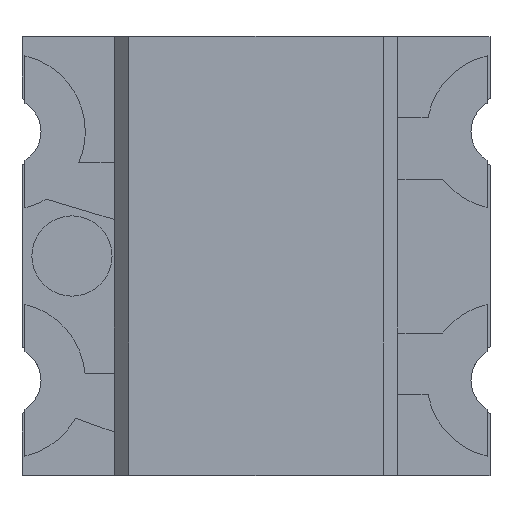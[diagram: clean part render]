
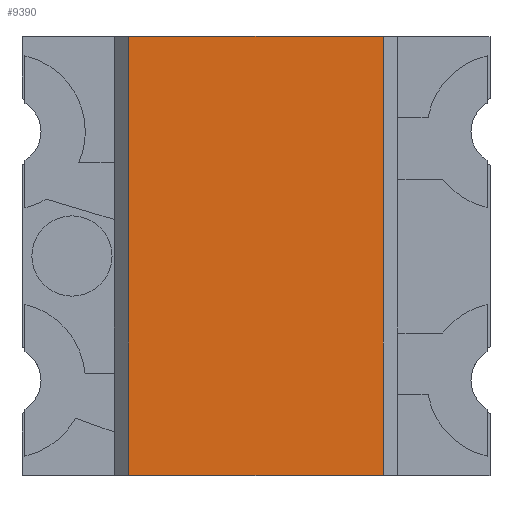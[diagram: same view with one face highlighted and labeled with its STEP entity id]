
A CAD part, top view. The second image highlights one B-rep face of the part: STEP entity #9390.
In plain terms, the highlighted planar face has unit normal (0, 0, 1).
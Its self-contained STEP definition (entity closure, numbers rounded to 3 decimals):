
#28 = VERTEX_POINT ( 'NONE', #12695 ) ;
#85 = AXIS2_PLACEMENT_3D ( 'NONE', #5696, #14935, #3358 ) ;
#562 = VECTOR ( 'NONE', #8239, 1000. ) ;
#909 = CARTESIAN_POINT ( 'NONE',  ( 0.435, -0.75, 0.59 ) ) ;
#1510 = ORIENTED_EDGE ( 'NONE', *, *, #12951, .T. ) ;
#1976 = EDGE_CURVE ( 'NONE', #10014, #10707, #4324, .T. ) ;
#2338 = DIRECTION ( 'NONE',  ( 0., -1., 0. ) ) ;
#3358 = DIRECTION ( 'NONE',  ( -1., 0., 0. ) ) ;
#3924 = VECTOR ( 'NONE', #2338, 1000. ) ;
#4001 = LINE ( 'NONE', #10101, #14034 ) ;
#4182 = LINE ( 'NONE', #6666, #3924 ) ;
#4324 = LINE ( 'NONE', #5503, #4769 ) ;
#4769 = VECTOR ( 'NONE', #11351, 1000. ) ;
#5249 = FACE_OUTER_BOUND ( 'NONE', #9191, .T. ) ;
#5503 = CARTESIAN_POINT ( 'NONE',  ( 0.435, 0., 0.59 ) ) ;
#5696 = CARTESIAN_POINT ( 'NONE',  ( 0., 0., 0.59 ) ) ;
#6400 = DIRECTION ( 'NONE',  ( 1., 0., 0. ) ) ;
#6666 = CARTESIAN_POINT ( 'NONE',  ( -0.435, 0., 0.59 ) ) ;
#6899 = ORIENTED_EDGE ( 'NONE', *, *, #1976, .T. ) ;
#8010 = LINE ( 'NONE', #8305, #562 ) ;
#8239 = DIRECTION ( 'NONE',  ( -1., 0., 0. ) ) ;
#8305 = CARTESIAN_POINT ( 'NONE',  ( -0.485, 0.75, 0.59 ) ) ;
#9191 = EDGE_LOOP ( 'NONE', ( #13387, #6899, #14047, #1510 ) ) ;
#9304 = CARTESIAN_POINT ( 'NONE',  ( -0.435, 0.75, 0.59 ) ) ;
#9390 = ADVANCED_FACE ( 'NONE', ( #5249 ), #9927, .F. ) ;
#9835 = EDGE_CURVE ( 'NONE', #28, #10014, #4001, .T. ) ;
#9927 = PLANE ( 'NONE',  #85 ) ;
#10014 = VERTEX_POINT ( 'NONE', #909 ) ;
#10101 = CARTESIAN_POINT ( 'NONE',  ( -0.485, -0.75, 0.59 ) ) ;
#10382 = VERTEX_POINT ( 'NONE', #9304 ) ;
#10444 = CARTESIAN_POINT ( 'NONE',  ( 0.435, 0.75, 0.59 ) ) ;
#10707 = VERTEX_POINT ( 'NONE', #10444 ) ;
#11351 = DIRECTION ( 'NONE',  ( 0., 1., 0. ) ) ;
#12695 = CARTESIAN_POINT ( 'NONE',  ( -0.435, -0.75, 0.59 ) ) ;
#12858 = EDGE_CURVE ( 'NONE', #10707, #10382, #8010, .T. ) ;
#12951 = EDGE_CURVE ( 'NONE', #10382, #28, #4182, .T. ) ;
#13387 = ORIENTED_EDGE ( 'NONE', *, *, #9835, .T. ) ;
#14034 = VECTOR ( 'NONE', #6400, 1000. ) ;
#14047 = ORIENTED_EDGE ( 'NONE', *, *, #12858, .T. ) ;
#14935 = DIRECTION ( 'NONE',  ( 0., 0., -1. ) ) ;
